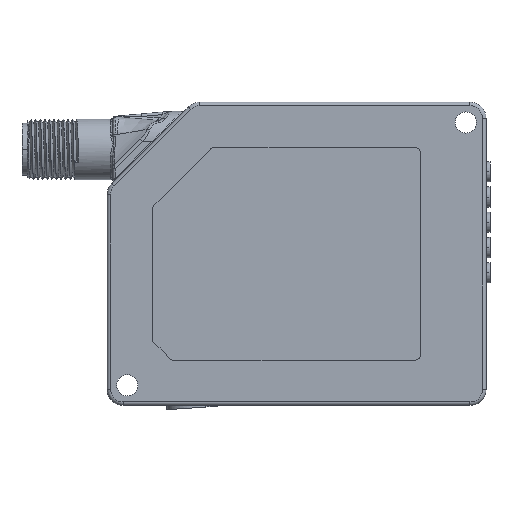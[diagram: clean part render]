
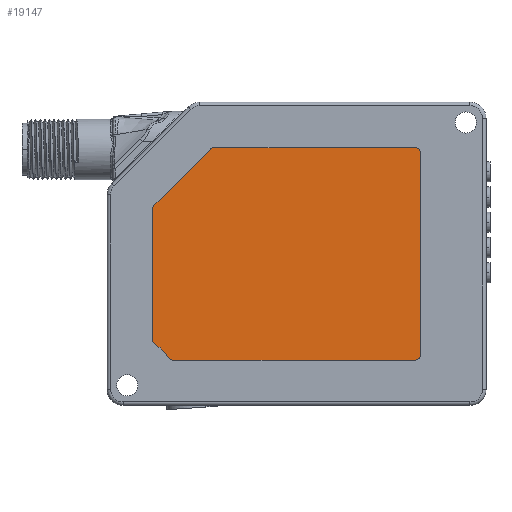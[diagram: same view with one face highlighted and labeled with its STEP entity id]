
A CAD part, front view. The second image highlights one B-rep face of the part: STEP entity #19147.
In plain terms, the highlighted planar face has unit normal (0, -1, 0).
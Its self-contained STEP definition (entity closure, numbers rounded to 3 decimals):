
#8035=CARTESIAN_POINT('',(21.142,0.25,-10.));
#8036=DIRECTION('',(0.,-1.,0.));
#8037=DIRECTION('',(0.,0.,1.));
#8038=AXIS2_PLACEMENT_3D('',#8035,#8036,#8037);
#8053=CARTESIAN_POINT('',(61.,0.25,-10.));
#8054=DIRECTION('',(0.,-1.,0.));
#8055=DIRECTION('',(1.,0.,0.));
#8056=AXIS2_PLACEMENT_3D('',#8053,#8054,#8055);
#8071=CARTESIAN_POINT('',(61.,0.25,-50.));
#8072=DIRECTION('',(0.,-1.,0.));
#8073=DIRECTION('',(0.,0.,-1.));
#8074=AXIS2_PLACEMENT_3D('',#8071,#8072,#8073);
#8089=CARTESIAN_POINT('',(13.017,0.25,-50.));
#8090=DIRECTION('',(0.,-1.,0.));
#8091=DIRECTION('',(-0.842,0.,-0.54));
#8092=AXIS2_PLACEMENT_3D('',#8089,#8090,#8091);
#8107=CARTESIAN_POINT('',(10.,0.25,-46.983));
#8108=DIRECTION('',(0.,-1.,0.));
#8109=DIRECTION('',(-1.,0.,0.));
#8110=AXIS2_PLACEMENT_3D('',#8107,#8108,#8109);
#8125=CARTESIAN_POINT('',(10.,0.25,-21.142));
#8126=DIRECTION('',(0.,-1.,0.));
#8127=DIRECTION('',(-0.707,0.,0.707));
#8128=AXIS2_PLACEMENT_3D('',#8125,#8126,#8127);
#8130=DIRECTION('',(-1.,0.,0.));
#8131=VECTOR('',#8130,39.858);
#8132=CARTESIAN_POINT('',(61.,0.25,-9.));
#8133=LINE('',#8132,#8131);
#8134=DIRECTION('',(0.,0.,1.));
#8135=VECTOR('',#8134,40.);
#8136=CARTESIAN_POINT('',(62.,0.25,-50.));
#8137=LINE('',#8136,#8135);
#8138=DIRECTION('',(1.,0.,0.));
#8139=VECTOR('',#8138,47.983);
#8140=CARTESIAN_POINT('',(13.017,0.25,-51.));
#8141=LINE('',#8140,#8139);
#8142=CARTESIAN_POINT('',(4.6,0.25,-55.4));
#8143=DIRECTION('',(0.,1.,0.));
#8144=DIRECTION('',(0.54,0.,0.842));
#8145=AXIS2_PLACEMENT_3D('',#8142,#8143,#8144);
#8147=DIRECTION('',(0.,0.,-1.));
#8148=VECTOR('',#8147,25.841);
#8149=CARTESIAN_POINT('',(9.,0.25,-21.142));
#8150=LINE('',#8149,#8148);
#8151=DIRECTION('',(-0.707,0.,-0.707));
#8152=VECTOR('',#8151,15.757);
#8153=CARTESIAN_POINT('',(20.435,0.25,-9.293));
#8154=LINE('',#8153,#8152);
#8300=CARTESIAN_POINT('',(20.435,0.25,-9.293));
#8302=VERTEX_POINT('',#8300);
#8304=CARTESIAN_POINT('',(21.142,0.25,-9.));
#8306=VERTEX_POINT('',#8304);
#8308=CARTESIAN_POINT('',(9.,0.25,-21.142));
#8310=VERTEX_POINT('',#8308);
#8312=CARTESIAN_POINT('',(9.293,0.25,-20.435));
#8314=VERTEX_POINT('',#8312);
#8316=CARTESIAN_POINT('',(9.46,0.25,-47.825));
#8318=VERTEX_POINT('',#8316);
#8320=CARTESIAN_POINT('',(9.,0.25,-46.983));
#8322=VERTEX_POINT('',#8320);
#8324=CARTESIAN_POINT('',(13.017,0.25,-51.));
#8326=VERTEX_POINT('',#8324);
#8328=CARTESIAN_POINT('',(12.175,0.25,-50.54));
#8330=VERTEX_POINT('',#8328);
#8332=CARTESIAN_POINT('',(62.,0.25,-50.));
#8334=VERTEX_POINT('',#8332);
#8336=CARTESIAN_POINT('',(61.,0.25,-51.));
#8338=VERTEX_POINT('',#8336);
#8339=CARTESIAN_POINT('',(62.,0.25,-10.));
#8340=VERTEX_POINT('',#8339);
#8341=CARTESIAN_POINT('',(61.,0.25,-9.));
#8342=VERTEX_POINT('',#8341);
#19128=CARTESIAN_POINT('',(0.,0.25,0.));
#19129=DIRECTION('',(0.,-1.,0.));
#19130=DIRECTION('',(-1.,0.,0.));
#19131=AXIS2_PLACEMENT_3D('',#19128,#19129,#19130);
#19132=PLANE('',#19131);
#19133=ORIENTED_EDGE('',*,*,#18984,.F.);
#19134=ORIENTED_EDGE('',*,*,#18998,.F.);
#19135=ORIENTED_EDGE('',*,*,#19012,.F.);
#19136=ORIENTED_EDGE('',*,*,#19024,.F.);
#19137=ORIENTED_EDGE('',*,*,#19040,.F.);
#19138=ORIENTED_EDGE('',*,*,#19052,.F.);
#19139=ORIENTED_EDGE('',*,*,#19068,.F.);
#19140=ORIENTED_EDGE('',*,*,#19080,.F.);
#19141=ORIENTED_EDGE('',*,*,#19096,.F.);
#19142=ORIENTED_EDGE('',*,*,#19108,.F.);
#19143=ORIENTED_EDGE('',*,*,#19123,.F.);
#19144=ORIENTED_EDGE('',*,*,#18967,.F.);
#19145=EDGE_LOOP('',(#19133,#19134,#19135,#19136,#19137,#19138,#19139,#19140,
#19141,#19142,#19143,#19144));
#19146=FACE_OUTER_BOUND('',#19145,.F.);
#19147=ADVANCED_FACE('',(#19146),#19132,.T.);
#8039=CIRCLE('',#8038,1.);
#8057=CIRCLE('',#8056,1.);
#8075=CIRCLE('',#8074,1.);
#8093=CIRCLE('',#8092,1.);
#8111=CIRCLE('',#8110,1.);
#8129=CIRCLE('',#8128,1.);
#8146=CIRCLE('',#8145,9.);
#18967=EDGE_CURVE('',#8302,#8314,#8154,.T.);
#18984=EDGE_CURVE('',#8306,#8302,#8039,.T.);
#18998=EDGE_CURVE('',#8342,#8306,#8133,.T.);
#19012=EDGE_CURVE('',#8340,#8342,#8057,.T.);
#19024=EDGE_CURVE('',#8334,#8340,#8137,.T.);
#19040=EDGE_CURVE('',#8338,#8334,#8075,.T.);
#19052=EDGE_CURVE('',#8326,#8338,#8141,.T.);
#19068=EDGE_CURVE('',#8330,#8326,#8093,.T.);
#19080=EDGE_CURVE('',#8318,#8330,#8146,.T.);
#19096=EDGE_CURVE('',#8322,#8318,#8111,.T.);
#19108=EDGE_CURVE('',#8310,#8322,#8150,.T.);
#19123=EDGE_CURVE('',#8314,#8310,#8129,.T.);
